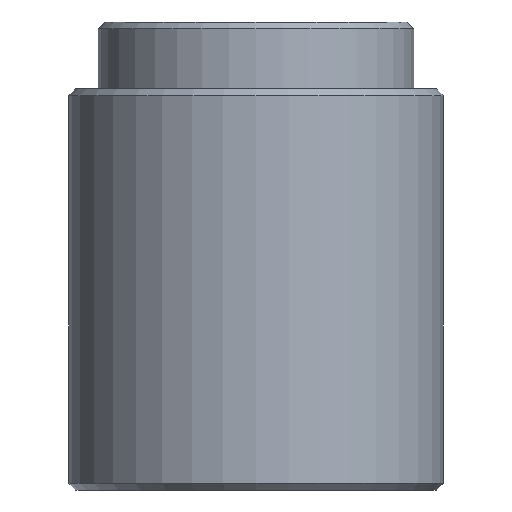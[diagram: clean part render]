
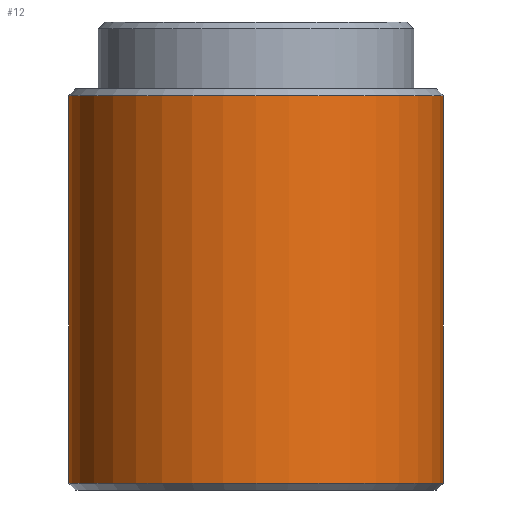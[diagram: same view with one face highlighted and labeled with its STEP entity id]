
A CAD part, front view. The second image highlights one B-rep face of the part: STEP entity #12.
In plain terms, the highlighted cylindrical face has radius 7 mm (diameter 14 mm), a partial arc.
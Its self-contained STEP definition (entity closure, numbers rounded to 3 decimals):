
#12 = ADVANCED_FACE ( 'NONE', ( #244 ), #515, .T. ) ;
#25 = DIRECTION ( 'NONE',  ( 1., 0., 0. ) ) ;
#28 = AXIS2_PLACEMENT_3D ( 'NONE', #281, #497, #25 ) ;
#36 = CARTESIAN_POINT ( 'NONE',  ( -7., 0., -8.5 ) ) ;
#41 = AXIS2_PLACEMENT_3D ( 'NONE', #451, #528, #285 ) ;
#50 = ORIENTED_EDGE ( 'NONE', *, *, #479, .T. ) ;
#75 = VERTEX_POINT ( 'NONE', #36 ) ;
#93 = AXIS2_PLACEMENT_3D ( 'NONE', #509, #427, #544 ) ;
#148 = CARTESIAN_POINT ( 'NONE',  ( 7., 0., 24.51 ) ) ;
#154 = CARTESIAN_POINT ( 'NONE',  ( -7., 0., 24.51 ) ) ;
#157 = CIRCLE ( 'NONE', #93, 7. ) ;
#161 = EDGE_LOOP ( 'NONE', ( #255, #477, #50, #230 ) ) ;
#194 = DIRECTION ( 'NONE',  ( 0., 0., 1. ) ) ;
#212 = EDGE_CURVE ( 'NONE', #436, #366, #157, .T. ) ;
#229 = LINE ( 'NONE', #154, #392 ) ;
#230 = ORIENTED_EDGE ( 'NONE', *, *, #212, .T. ) ;
#232 = VERTEX_POINT ( 'NONE', #261 ) ;
#244 = FACE_OUTER_BOUND ( 'NONE', #161, .T. ) ;
#255 = ORIENTED_EDGE ( 'NONE', *, *, #417, .F. ) ;
#261 = CARTESIAN_POINT ( 'NONE',  ( 7., 0., -8.5 ) ) ;
#281 = CARTESIAN_POINT ( 'NONE',  ( 0., 0., 24.51 ) ) ;
#285 = DIRECTION ( 'NONE',  ( 1., 0., 0. ) ) ;
#323 = DIRECTION ( 'NONE',  ( 0., 0., 1. ) ) ;
#336 = LINE ( 'NONE', #148, #480 ) ;
#366 = VERTEX_POINT ( 'NONE', #439 ) ;
#373 = CIRCLE ( 'NONE', #41, 7. ) ;
#392 = VECTOR ( 'NONE', #323, 1000. ) ;
#417 = EDGE_CURVE ( 'NONE', #75, #366, #229, .T. ) ;
#427 = DIRECTION ( 'NONE',  ( 0., 0., -1. ) ) ;
#436 = VERTEX_POINT ( 'NONE', #523 ) ;
#439 = CARTESIAN_POINT ( 'NONE',  ( -7., 0., 6. ) ) ;
#451 = CARTESIAN_POINT ( 'NONE',  ( 0., 0., -8.5 ) ) ;
#477 = ORIENTED_EDGE ( 'NONE', *, *, #531, .T. ) ;
#479 = EDGE_CURVE ( 'NONE', #232, #436, #336, .T. ) ;
#480 = VECTOR ( 'NONE', #194, 1000. ) ;
#497 = DIRECTION ( 'NONE',  ( 0., 0., 1. ) ) ;
#509 = CARTESIAN_POINT ( 'NONE',  ( 0., 0., 6. ) ) ;
#515 = CYLINDRICAL_SURFACE ( 'NONE', #28, 7. ) ;
#523 = CARTESIAN_POINT ( 'NONE',  ( 7., 0., 6. ) ) ;
#528 = DIRECTION ( 'NONE',  ( 0., 0., 1. ) ) ;
#531 = EDGE_CURVE ( 'NONE', #75, #232, #373, .T. ) ;
#544 = DIRECTION ( 'NONE',  ( -1., 0., 0. ) ) ;
